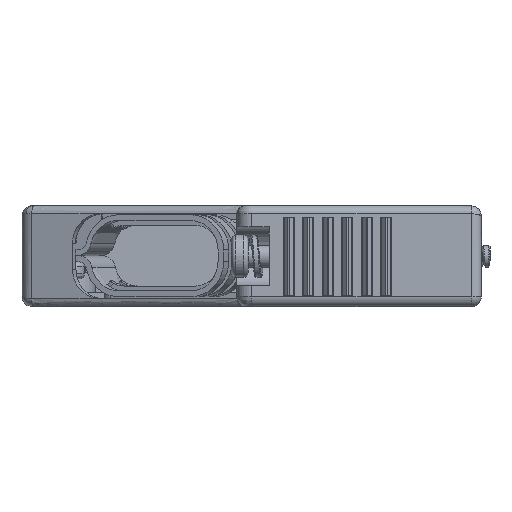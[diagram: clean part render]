
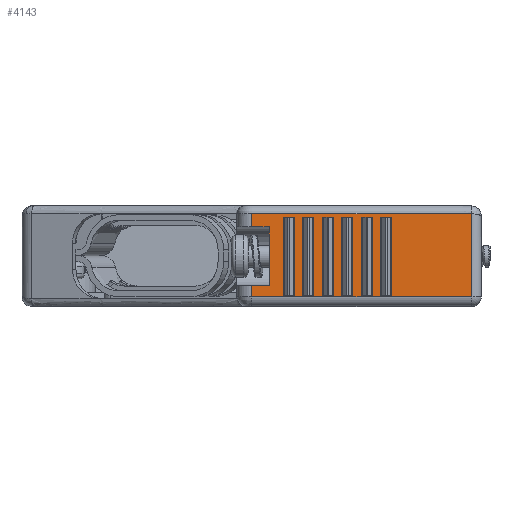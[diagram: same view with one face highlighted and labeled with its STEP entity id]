
A CAD part, left-side view. The second image highlights one B-rep face of the part: STEP entity #4143.
In plain terms, the highlighted planar face has unit normal (-1, 0, 0).
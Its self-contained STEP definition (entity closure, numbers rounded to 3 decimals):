
#3169=CARTESIAN_POINT('',(-35.865,21.5,8.15));
#3170=VERTEX_POINT('',#3169);
#3178=CARTESIAN_POINT('',(-35.865,21.5,9.5));
#3179=VERTEX_POINT('',#3178);
#3180=CARTESIAN_POINT('',(-35.865,21.5,8.15));
#3181=DIRECTION('',(0.,0.,1.));
#3182=VECTOR('',#3181,1.35);
#3183=LINE('',#3180,#3182);
#3184=EDGE_CURVE('',#3170,#3179,#3183,.T.);
#3398=CARTESIAN_POINT('',(-35.865,19.7,8.15));
#3399=VERTEX_POINT('',#3398);
#3406=CARTESIAN_POINT('',(-35.865,19.7,8.15));
#3407=DIRECTION('',(0.,1.,0.));
#3408=VECTOR('',#3407,1.8);
#3409=LINE('',#3406,#3408);
#3410=EDGE_CURVE('',#3399,#3170,#3409,.T.);
#3445=CARTESIAN_POINT('',(-35.865,19.7,2.15));
#3446=VERTEX_POINT('',#3445);
#3453=CARTESIAN_POINT('',(-35.865,19.7,8.15));
#3454=DIRECTION('',(0.,0.,-1.));
#3455=VECTOR('',#3454,6.);
#3456=LINE('',#3453,#3455);
#3457=EDGE_CURVE('',#3399,#3446,#3456,.T.);
#3889=CARTESIAN_POINT('',(-35.865,10.5,5.15));
#3890=DIRECTION('',(0.,1.,0.));
#3891=DIRECTION('',(-1.,0.,0.));
#3892=AXIS2_PLACEMENT_3D('',#3889,#3891,#3890);
#3893=PLANE('',#3892);
#3894=ORIENTED_EDGE('',*,*,#3410,.F.);
#3895=ORIENTED_EDGE('',*,*,#3457,.T.);
#3896=CARTESIAN_POINT('',(-35.865,21.5,2.15));
#3897=VERTEX_POINT('',#3896);
#3898=CARTESIAN_POINT('',(-35.865,19.7,2.15));
#3899=DIRECTION('',(0.,1.,0.));
#3900=VECTOR('',#3899,1.8);
#3901=LINE('',#3898,#3900);
#3902=EDGE_CURVE('',#3446,#3897,#3901,.T.);
#3903=ORIENTED_EDGE('',*,*,#3902,.T.);
#3904=CARTESIAN_POINT('',(-35.865,21.5,1.));
#3905=VERTEX_POINT('',#3904);
#3906=CARTESIAN_POINT('',(-35.865,21.5,2.15));
#3907=DIRECTION('',(0.,0.,-1.));
#3908=VECTOR('',#3907,1.15);
#3909=LINE('',#3906,#3908);
#3910=EDGE_CURVE('',#3897,#3905,#3909,.T.);
#3911=ORIENTED_EDGE('',*,*,#3910,.T.);
#3912=CARTESIAN_POINT('',(-35.865,-1.,1.));
#3913=VERTEX_POINT('',#3912);
#3914=CARTESIAN_POINT('',(-35.865,21.5,1.));
#3915=DIRECTION('',(0.,-1.,0.));
#3916=VECTOR('',#3915,22.5);
#3917=LINE('',#3914,#3916);
#3918=EDGE_CURVE('',#3905,#3913,#3917,.T.);
#3919=ORIENTED_EDGE('',*,*,#3918,.T.);
#3920=CARTESIAN_POINT('',(-35.865,-1.,9.5));
#3921=VERTEX_POINT('',#3920);
#3922=CARTESIAN_POINT('',(-35.865,-1.,9.5));
#3923=DIRECTION('',(0.,0.,-1.));
#3924=VECTOR('',#3923,8.5);
#3925=LINE('',#3922,#3924);
#3926=EDGE_CURVE('',#3921,#3913,#3925,.T.);
#3927=ORIENTED_EDGE('',*,*,#3926,.F.);
#3928=CARTESIAN_POINT('',(-35.865,-1.,9.5));
#3929=CARTESIAN_POINT('',(-35.865,1.812,9.5));
#3930=CARTESIAN_POINT('',(-35.865,10.248,9.453));
#3931=CARTESIAN_POINT('',(-35.865,18.694,9.687));
#3932=CARTESIAN_POINT('',(-35.865,21.5,9.5));
#3933=B_SPLINE_CURVE_WITH_KNOTS('',2,(#3928,#3929,#3930,#3931,#3932),.UNSPECIFIED.,.F.,.U.,(3,1,1,3),(0.,0.25,0.75,1.),.UNSPECIFIED.);
#3934=EDGE_CURVE('',#3921,#3179,#3933,.T.);
#3935=ORIENTED_EDGE('',*,*,#3934,.T.);
#3936=ORIENTED_EDGE('',*,*,#3184,.F.);
#3937=EDGE_LOOP('',(#3894,#3895,#3903,#3911,#3919,#3927,#3935,#3936));
#3938=FACE_OUTER_BOUND('',#3937,.T.);
#3939=CARTESIAN_POINT('',(-35.865,18.266,9.15));
#3940=VERTEX_POINT('',#3939);
#3941=CARTESIAN_POINT('',(-35.865,17.134,9.15));
#3942=VERTEX_POINT('',#3941);
#3943=CARTESIAN_POINT('',(-35.865,18.266,9.15));
#3944=DIRECTION('',(0.,-1.,0.));
#3945=VECTOR('',#3944,1.133);
#3946=LINE('',#3943,#3945);
#3947=EDGE_CURVE('',#3940,#3942,#3946,.T.);
#3948=ORIENTED_EDGE('',*,*,#3947,.T.);
#3949=CARTESIAN_POINT('',(-35.865,17.134,1.15));
#3950=VERTEX_POINT('',#3949);
#3951=CARTESIAN_POINT('',(-35.865,17.134,9.15));
#3952=DIRECTION('',(0.,0.,-1.));
#3953=VECTOR('',#3952,8.);
#3954=LINE('',#3951,#3953);
#3955=EDGE_CURVE('',#3942,#3950,#3954,.T.);
#3956=ORIENTED_EDGE('',*,*,#3955,.T.);
#3957=CARTESIAN_POINT('',(-35.865,18.266,1.15));
#3958=VERTEX_POINT('',#3957);
#3959=CARTESIAN_POINT('',(-35.865,17.134,1.15));
#3960=DIRECTION('',(0.,1.,0.));
#3961=VECTOR('',#3960,1.133);
#3962=LINE('',#3959,#3961);
#3963=EDGE_CURVE('',#3950,#3958,#3962,.T.);
#3964=ORIENTED_EDGE('',*,*,#3963,.T.);
#3965=CARTESIAN_POINT('',(-35.865,18.266,9.15));
#3966=DIRECTION('',(0.,0.,-1.));
#3967=VECTOR('',#3966,8.);
#3968=LINE('',#3965,#3967);
#3969=EDGE_CURVE('',#3940,#3958,#3968,.T.);
#3970=ORIENTED_EDGE('',*,*,#3969,.F.);
#3971=EDGE_LOOP('',(#3948,#3956,#3964,#3970));
#3972=FACE_BOUND('',#3971,.T.);
#3973=CARTESIAN_POINT('',(-35.865,16.266,9.15));
#3974=VERTEX_POINT('',#3973);
#3975=CARTESIAN_POINT('',(-35.865,15.134,9.15));
#3976=VERTEX_POINT('',#3975);
#3977=CARTESIAN_POINT('',(-35.865,16.266,9.15));
#3978=DIRECTION('',(0.,-1.,0.));
#3979=VECTOR('',#3978,1.133);
#3980=LINE('',#3977,#3979);
#3981=EDGE_CURVE('',#3974,#3976,#3980,.T.);
#3982=ORIENTED_EDGE('',*,*,#3981,.T.);
#3983=CARTESIAN_POINT('',(-35.865,15.134,1.15));
#3984=VERTEX_POINT('',#3983);
#3985=CARTESIAN_POINT('',(-35.865,15.134,9.15));
#3986=DIRECTION('',(0.,0.,-1.));
#3987=VECTOR('',#3986,8.);
#3988=LINE('',#3985,#3987);
#3989=EDGE_CURVE('',#3976,#3984,#3988,.T.);
#3990=ORIENTED_EDGE('',*,*,#3989,.T.);
#3991=CARTESIAN_POINT('',(-35.865,16.266,1.15));
#3992=VERTEX_POINT('',#3991);
#3993=CARTESIAN_POINT('',(-35.865,15.134,1.15));
#3994=DIRECTION('',(0.,1.,0.));
#3995=VECTOR('',#3994,1.133);
#3996=LINE('',#3993,#3995);
#3997=EDGE_CURVE('',#3984,#3992,#3996,.T.);
#3998=ORIENTED_EDGE('',*,*,#3997,.T.);
#3999=CARTESIAN_POINT('',(-35.865,16.266,9.15));
#4000=DIRECTION('',(0.,0.,-1.));
#4001=VECTOR('',#4000,8.);
#4002=LINE('',#3999,#4001);
#4003=EDGE_CURVE('',#3974,#3992,#4002,.T.);
#4004=ORIENTED_EDGE('',*,*,#4003,.F.);
#4005=EDGE_LOOP('',(#3982,#3990,#3998,#4004));
#4006=FACE_BOUND('',#4005,.T.);
#4007=CARTESIAN_POINT('',(-35.865,14.266,9.15));
#4008=VERTEX_POINT('',#4007);
#4009=CARTESIAN_POINT('',(-35.865,13.134,9.15));
#4010=VERTEX_POINT('',#4009);
#4011=CARTESIAN_POINT('',(-35.865,14.266,9.15));
#4012=DIRECTION('',(0.,-1.,0.));
#4013=VECTOR('',#4012,1.133);
#4014=LINE('',#4011,#4013);
#4015=EDGE_CURVE('',#4008,#4010,#4014,.T.);
#4016=ORIENTED_EDGE('',*,*,#4015,.T.);
#4017=CARTESIAN_POINT('',(-35.865,13.134,1.15));
#4018=VERTEX_POINT('',#4017);
#4019=CARTESIAN_POINT('',(-35.865,13.134,9.15));
#4020=DIRECTION('',(0.,0.,-1.));
#4021=VECTOR('',#4020,8.);
#4022=LINE('',#4019,#4021);
#4023=EDGE_CURVE('',#4010,#4018,#4022,.T.);
#4024=ORIENTED_EDGE('',*,*,#4023,.T.);
#4025=CARTESIAN_POINT('',(-35.865,14.266,1.15));
#4026=VERTEX_POINT('',#4025);
#4027=CARTESIAN_POINT('',(-35.865,13.134,1.15));
#4028=DIRECTION('',(0.,1.,0.));
#4029=VECTOR('',#4028,1.133);
#4030=LINE('',#4027,#4029);
#4031=EDGE_CURVE('',#4018,#4026,#4030,.T.);
#4032=ORIENTED_EDGE('',*,*,#4031,.T.);
#4033=CARTESIAN_POINT('',(-35.865,14.266,9.15));
#4034=DIRECTION('',(0.,0.,-1.));
#4035=VECTOR('',#4034,8.);
#4036=LINE('',#4033,#4035);
#4037=EDGE_CURVE('',#4008,#4026,#4036,.T.);
#4038=ORIENTED_EDGE('',*,*,#4037,.F.);
#4039=EDGE_LOOP('',(#4016,#4024,#4032,#4038));
#4040=FACE_BOUND('',#4039,.T.);
#4041=CARTESIAN_POINT('',(-35.865,12.266,9.15));
#4042=VERTEX_POINT('',#4041);
#4043=CARTESIAN_POINT('',(-35.865,11.134,9.15));
#4044=VERTEX_POINT('',#4043);
#4045=CARTESIAN_POINT('',(-35.865,12.266,9.15));
#4046=DIRECTION('',(0.,-1.,0.));
#4047=VECTOR('',#4046,1.133);
#4048=LINE('',#4045,#4047);
#4049=EDGE_CURVE('',#4042,#4044,#4048,.T.);
#4050=ORIENTED_EDGE('',*,*,#4049,.T.);
#4051=CARTESIAN_POINT('',(-35.865,11.134,1.15));
#4052=VERTEX_POINT('',#4051);
#4053=CARTESIAN_POINT('',(-35.865,11.134,9.15));
#4054=DIRECTION('',(0.,0.,-1.));
#4055=VECTOR('',#4054,8.);
#4056=LINE('',#4053,#4055);
#4057=EDGE_CURVE('',#4044,#4052,#4056,.T.);
#4058=ORIENTED_EDGE('',*,*,#4057,.T.);
#4059=CARTESIAN_POINT('',(-35.865,12.266,1.15));
#4060=VERTEX_POINT('',#4059);
#4061=CARTESIAN_POINT('',(-35.865,11.134,1.15));
#4062=DIRECTION('',(0.,1.,0.));
#4063=VECTOR('',#4062,1.133);
#4064=LINE('',#4061,#4063);
#4065=EDGE_CURVE('',#4052,#4060,#4064,.T.);
#4066=ORIENTED_EDGE('',*,*,#4065,.T.);
#4067=CARTESIAN_POINT('',(-35.865,12.266,9.15));
#4068=DIRECTION('',(0.,0.,-1.));
#4069=VECTOR('',#4068,8.);
#4070=LINE('',#4067,#4069);
#4071=EDGE_CURVE('',#4042,#4060,#4070,.T.);
#4072=ORIENTED_EDGE('',*,*,#4071,.F.);
#4073=EDGE_LOOP('',(#4050,#4058,#4066,#4072));
#4074=FACE_BOUND('',#4073,.T.);
#4075=CARTESIAN_POINT('',(-35.865,10.266,9.15));
#4076=VERTEX_POINT('',#4075);
#4077=CARTESIAN_POINT('',(-35.865,9.134,9.15));
#4078=VERTEX_POINT('',#4077);
#4079=CARTESIAN_POINT('',(-35.865,10.266,9.15));
#4080=DIRECTION('',(0.,-1.,0.));
#4081=VECTOR('',#4080,1.133);
#4082=LINE('',#4079,#4081);
#4083=EDGE_CURVE('',#4076,#4078,#4082,.T.);
#4084=ORIENTED_EDGE('',*,*,#4083,.T.);
#4085=CARTESIAN_POINT('',(-35.865,9.134,1.15));
#4086=VERTEX_POINT('',#4085);
#4087=CARTESIAN_POINT('',(-35.865,9.134,9.15));
#4088=DIRECTION('',(0.,0.,-1.));
#4089=VECTOR('',#4088,8.);
#4090=LINE('',#4087,#4089);
#4091=EDGE_CURVE('',#4078,#4086,#4090,.T.);
#4092=ORIENTED_EDGE('',*,*,#4091,.T.);
#4093=CARTESIAN_POINT('',(-35.865,10.266,1.15));
#4094=VERTEX_POINT('',#4093);
#4095=CARTESIAN_POINT('',(-35.865,9.134,1.15));
#4096=DIRECTION('',(0.,1.,0.));
#4097=VECTOR('',#4096,1.133);
#4098=LINE('',#4095,#4097);
#4099=EDGE_CURVE('',#4086,#4094,#4098,.T.);
#4100=ORIENTED_EDGE('',*,*,#4099,.T.);
#4101=CARTESIAN_POINT('',(-35.865,10.266,9.15));
#4102=DIRECTION('',(0.,0.,-1.));
#4103=VECTOR('',#4102,8.);
#4104=LINE('',#4101,#4103);
#4105=EDGE_CURVE('',#4076,#4094,#4104,.T.);
#4106=ORIENTED_EDGE('',*,*,#4105,.F.);
#4107=EDGE_LOOP('',(#4084,#4092,#4100,#4106));
#4108=FACE_BOUND('',#4107,.T.);
#4109=CARTESIAN_POINT('',(-35.865,8.266,9.15));
#4110=VERTEX_POINT('',#4109);
#4111=CARTESIAN_POINT('',(-35.865,7.134,9.15));
#4112=VERTEX_POINT('',#4111);
#4113=CARTESIAN_POINT('',(-35.865,8.266,9.15));
#4114=DIRECTION('',(0.,-1.,0.));
#4115=VECTOR('',#4114,1.133);
#4116=LINE('',#4113,#4115);
#4117=EDGE_CURVE('',#4110,#4112,#4116,.T.);
#4118=ORIENTED_EDGE('',*,*,#4117,.T.);
#4119=CARTESIAN_POINT('',(-35.865,7.134,1.15));
#4120=VERTEX_POINT('',#4119);
#4121=CARTESIAN_POINT('',(-35.865,7.134,9.15));
#4122=DIRECTION('',(0.,0.,-1.));
#4123=VECTOR('',#4122,8.);
#4124=LINE('',#4121,#4123);
#4125=EDGE_CURVE('',#4112,#4120,#4124,.T.);
#4126=ORIENTED_EDGE('',*,*,#4125,.T.);
#4127=CARTESIAN_POINT('',(-35.865,8.266,1.15));
#4128=VERTEX_POINT('',#4127);
#4129=CARTESIAN_POINT('',(-35.865,7.134,1.15));
#4130=DIRECTION('',(0.,1.,0.));
#4131=VECTOR('',#4130,1.133);
#4132=LINE('',#4129,#4131);
#4133=EDGE_CURVE('',#4120,#4128,#4132,.T.);
#4134=ORIENTED_EDGE('',*,*,#4133,.T.);
#4135=CARTESIAN_POINT('',(-35.865,8.266,9.15));
#4136=DIRECTION('',(0.,0.,-1.));
#4137=VECTOR('',#4136,8.);
#4138=LINE('',#4135,#4137);
#4139=EDGE_CURVE('',#4110,#4128,#4138,.T.);
#4140=ORIENTED_EDGE('',*,*,#4139,.F.);
#4141=EDGE_LOOP('',(#4118,#4126,#4134,#4140));
#4142=FACE_BOUND('',#4141,.T.);
#4143=ADVANCED_FACE('',(#3938,#3972,#4006,#4040,#4074,#4108,#4142),#3893,.T.);
